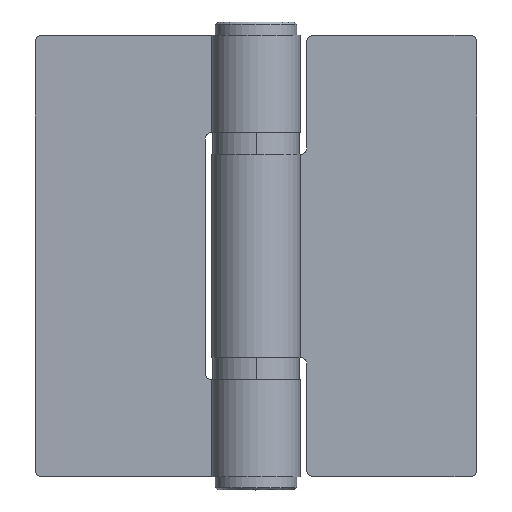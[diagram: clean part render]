
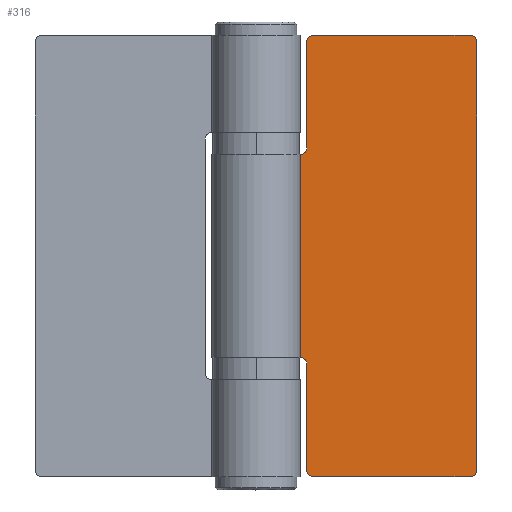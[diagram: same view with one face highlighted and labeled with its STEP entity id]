
A CAD part, top view. The second image highlights one B-rep face of the part: STEP entity #316.
In plain terms, the highlighted planar face has unit normal (0, 0, 1).
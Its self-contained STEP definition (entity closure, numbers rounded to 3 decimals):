
#264 = VERTEX_POINT ( 'NONE', #815 ) ;
#265 = VERTEX_POINT ( 'NONE', #809 ) ;
#316 = ADVANCED_FACE ( 'NONE', ( #919 ), #918, .F. ) ;
#317 = EDGE_LOOP ( 'NONE', ( #318, #322, #405, #408, #438, #436, #494, #435, #512, #346, #349, #325, #338, #341 ) ) ;
#318 = ORIENTED_EDGE ( 'NONE', *, *, #319, .T. ) ;
#319 = EDGE_CURVE ( 'NONE', #320, #321, #917, .T. ) ;
#320 = VERTEX_POINT ( 'NONE', #948 ) ;
#321 = VERTEX_POINT ( 'NONE', #949 ) ;
#322 = ORIENTED_EDGE ( 'NONE', *, *, #323, .T. ) ;
#323 = EDGE_CURVE ( 'NONE', #321, #324, #947, .T. ) ;
#324 = VERTEX_POINT ( 'NONE', #956 ) ;
#325 = ORIENTED_EDGE ( 'NONE', *, *, #459, .T. ) ;
#338 = ORIENTED_EDGE ( 'NONE', *, *, #339, .T. ) ;
#339 = EDGE_CURVE ( 'NONE', #404, #340, #960, .T. ) ;
#340 = VERTEX_POINT ( 'NONE', #930 ) ;
#341 = ORIENTED_EDGE ( 'NONE', *, *, #342, .T. ) ;
#342 = EDGE_CURVE ( 'NONE', #340, #320, #928, .T. ) ;
#345 = VERTEX_POINT ( 'NONE', #974 ) ;
#346 = ORIENTED_EDGE ( 'NONE', *, *, #347, .T. ) ;
#347 = EDGE_CURVE ( 'NONE', #345, #348, #946, .T. ) ;
#348 = VERTEX_POINT ( 'NONE', #942 ) ;
#349 = ORIENTED_EDGE ( 'NONE', *, *, #350, .T. ) ;
#350 = EDGE_CURVE ( 'NONE', #348, #481, #941, .T. ) ;
#404 = VERTEX_POINT ( 'NONE', #1114 ) ;
#405 = ORIENTED_EDGE ( 'NONE', *, *, #406, .T. ) ;
#406 = EDGE_CURVE ( 'NONE', #324, #407, #1113, .T. ) ;
#407 = VERTEX_POINT ( 'NONE', #1138 ) ;
#408 = ORIENTED_EDGE ( 'NONE', *, *, #409, .T. ) ;
#409 = EDGE_CURVE ( 'NONE', #407, #264, #1136, .T. ) ;
#424 = EDGE_CURVE ( 'NONE', #265, #569, #1154, .T. ) ;
#435 = ORIENTED_EDGE ( 'NONE', *, *, #541, .T. ) ;
#436 = ORIENTED_EDGE ( 'NONE', *, *, #424, .T. ) ;
#438 = ORIENTED_EDGE ( 'NONE', *, *, #439, .F. ) ;
#439 = EDGE_CURVE ( 'NONE', #265, #264, #1153, .T. ) ;
#458 = VERTEX_POINT ( 'NONE', #1230 ) ;
#459 = EDGE_CURVE ( 'NONE', #481, #404, #1158, .T. ) ;
#481 = VERTEX_POINT ( 'NONE', #1172 ) ;
#494 = ORIENTED_EDGE ( 'NONE', *, *, #495, .F. ) ;
#495 = EDGE_CURVE ( 'NONE', #458, #569, #1256, .T. ) ;
#512 = ORIENTED_EDGE ( 'NONE', *, *, #543, .T. ) ;
#541 = EDGE_CURVE ( 'NONE', #458, #547, #1011, .T. ) ;
#543 = EDGE_CURVE ( 'NONE', #547, #345, #1334, .T. ) ;
#547 = VERTEX_POINT ( 'NONE', #1301 ) ;
#569 = VERTEX_POINT ( 'NONE', #1332 ) ;
#809 = CARTESIAN_POINT ( 'NONE',  ( 50., 48.5, -6. ) ) ;
#815 = CARTESIAN_POINT ( 'NONE',  ( 50., -48.5, -6. ) ) ;
#910 = DIRECTION ( 'NONE',  ( 0., -1., 0. ) ) ;
#911 = VECTOR ( 'NONE', #910, 1000. ) ;
#912 = CARTESIAN_POINT ( 'NONE',  ( 11.5, 50., -6. ) ) ;
#913 = DIRECTION ( 'NONE',  ( -1., 0., 0. ) ) ;
#914 = DIRECTION ( 'NONE',  ( 0., 0., -1. ) ) ;
#915 = CARTESIAN_POINT ( 'NONE',  ( 0., 50., -6. ) ) ;
#916 = AXIS2_PLACEMENT_3D ( 'NONE', #915, #914, #913 ) ;
#917 = LINE ( 'NONE', #912, #911 ) ;
#918 = PLANE ( 'NONE',  #916 ) ;
#919 = FACE_OUTER_BOUND ( 'NONE', #317, .T. ) ;
#926 = CARTESIAN_POINT ( 'NONE',  ( 10., -24.5, -6. ) ) ;
#927 = AXIS2_PLACEMENT_3D ( 'NONE', #926, #981, #980 ) ;
#928 = CIRCLE ( 'NONE', #927, 1.5 ) ;
#930 = CARTESIAN_POINT ( 'NONE',  ( 10., -23., -6. ) ) ;
#931 = VECTOR ( 'NONE', #958, 1000. ) ;
#938 = DIRECTION ( 'NONE',  ( -1., 0., 0. ) ) ;
#939 = VECTOR ( 'NONE', #938, 1000. ) ;
#940 = CARTESIAN_POINT ( 'NONE',  ( 0., 23., -6. ) ) ;
#941 = LINE ( 'NONE', #940, #939 ) ;
#942 = CARTESIAN_POINT ( 'NONE',  ( 10., 23., -6. ) ) ;
#943 = DIRECTION ( 'NONE',  ( -1., 0., 0. ) ) ;
#944 = DIRECTION ( 'NONE',  ( 0., 0., -1. ) ) ;
#945 = AXIS2_PLACEMENT_3D ( 'NONE', #973, #944, #943 ) ;
#946 = CIRCLE ( 'NONE', #945, 1.5 ) ;
#947 = CIRCLE ( 'NONE', #982, 1.5 ) ;
#948 = CARTESIAN_POINT ( 'NONE',  ( 11.5, -24.5, -6. ) ) ;
#949 = CARTESIAN_POINT ( 'NONE',  ( 11.5, -48.5, -6. ) ) ;
#953 = DIRECTION ( 'NONE',  ( -1., 0., 0. ) ) ;
#954 = DIRECTION ( 'NONE',  ( 0., 0., 1. ) ) ;
#956 = CARTESIAN_POINT ( 'NONE',  ( 13., -50., -6. ) ) ;
#958 = DIRECTION ( 'NONE',  ( 1., 0., 0. ) ) ;
#959 = CARTESIAN_POINT ( 'NONE',  ( 0., -23., -6. ) ) ;
#960 = LINE ( 'NONE', #959, #931 ) ;
#973 = CARTESIAN_POINT ( 'NONE',  ( 10., 24.5, -6. ) ) ;
#974 = CARTESIAN_POINT ( 'NONE',  ( 11.5, 24.5, -6. ) ) ;
#980 = DIRECTION ( 'NONE',  ( -1., 0., 0. ) ) ;
#981 = DIRECTION ( 'NONE',  ( 0., 0., -1. ) ) ;
#982 = AXIS2_PLACEMENT_3D ( 'NONE', #996, #954, #953 ) ;
#996 = CARTESIAN_POINT ( 'NONE',  ( 13., -48.5, -6. ) ) ;
#1010 = DIRECTION ( 'NONE',  ( 0., 0., 1. ) ) ;
#1011 = CIRCLE ( 'NONE', #1027, 1.5 ) ;
#1026 = CARTESIAN_POINT ( 'NONE',  ( 13., 48.5, -6. ) ) ;
#1027 = AXIS2_PLACEMENT_3D ( 'NONE', #1026, #1010, #1321 ) ;
#1110 = DIRECTION ( 'NONE',  ( 1., 0., 0. ) ) ;
#1111 = VECTOR ( 'NONE', #1110, 1000. ) ;
#1112 = CARTESIAN_POINT ( 'NONE',  ( 0., -50., -6. ) ) ;
#1113 = LINE ( 'NONE', #1112, #1111 ) ;
#1114 = CARTESIAN_POINT ( 'NONE',  ( 0., -23., -6. ) ) ;
#1132 = DIRECTION ( 'NONE',  ( -1., 0., 0. ) ) ;
#1133 = DIRECTION ( 'NONE',  ( 0., 0., 1. ) ) ;
#1134 = CARTESIAN_POINT ( 'NONE',  ( 48.5, -48.5, -6. ) ) ;
#1135 = AXIS2_PLACEMENT_3D ( 'NONE', #1134, #1133, #1132 ) ;
#1136 = CIRCLE ( 'NONE', #1135, 1.5 ) ;
#1138 = CARTESIAN_POINT ( 'NONE',  ( 48.5, -50., -6. ) ) ;
#1151 = DIRECTION ( 'NONE',  ( 0., -1., 0. ) ) ;
#1152 = DIRECTION ( 'NONE',  ( 0., 0., 1. ) ) ;
#1153 = LINE ( 'NONE', #1236, #1235 ) ;
#1154 = CIRCLE ( 'NONE', #1234, 1.5 ) ;
#1155 = DIRECTION ( 'NONE',  ( 0., -1., 0. ) ) ;
#1156 = VECTOR ( 'NONE', #1155, 1000. ) ;
#1157 = CARTESIAN_POINT ( 'NONE',  ( 0., 50., -6. ) ) ;
#1158 = LINE ( 'NONE', #1157, #1156 ) ;
#1172 = CARTESIAN_POINT ( 'NONE',  ( 0., 23., -6. ) ) ;
#1175 = CARTESIAN_POINT ( 'NONE',  ( 48.5, 48.5, -6. ) ) ;
#1202 = DIRECTION ( 'NONE',  ( 1., 0., 0. ) ) ;
#1203 = VECTOR ( 'NONE', #1202, 1000. ) ;
#1204 = CARTESIAN_POINT ( 'NONE',  ( 0., 50., -6. ) ) ;
#1230 = CARTESIAN_POINT ( 'NONE',  ( 13., 50., -6. ) ) ;
#1234 = AXIS2_PLACEMENT_3D ( 'NONE', #1175, #1152, #1257 ) ;
#1235 = VECTOR ( 'NONE', #1151, 1000. ) ;
#1236 = CARTESIAN_POINT ( 'NONE',  ( 50., 50., -6. ) ) ;
#1256 = LINE ( 'NONE', #1204, #1203 ) ;
#1257 = DIRECTION ( 'NONE',  ( -1., 0., 0. ) ) ;
#1278 = CARTESIAN_POINT ( 'NONE',  ( 11.5, 50., -6. ) ) ;
#1280 = DIRECTION ( 'NONE',  ( 0., -1., 0. ) ) ;
#1301 = CARTESIAN_POINT ( 'NONE',  ( 11.5, 48.5, -6. ) ) ;
#1320 = VECTOR ( 'NONE', #1280, 1000. ) ;
#1321 = DIRECTION ( 'NONE',  ( -1., 0., 0. ) ) ;
#1332 = CARTESIAN_POINT ( 'NONE',  ( 48.5, 50., -6. ) ) ;
#1334 = LINE ( 'NONE', #1278, #1320 ) ;
